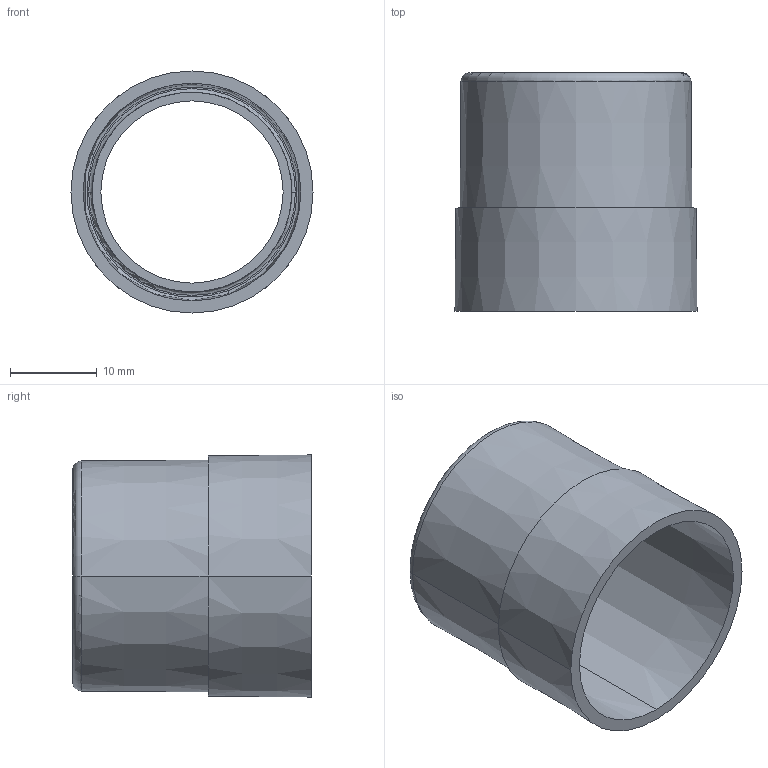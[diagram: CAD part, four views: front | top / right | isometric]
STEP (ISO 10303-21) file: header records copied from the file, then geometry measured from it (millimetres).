
FILE_DESCRIPTION((''),'2;1');
FILE_NAME('2047837','2012-08-14T',('AndreasKeweloh'),(''),'PRO/ENGINEER BY PARAMETRIC TECHNOLOGY CORPORATION, 2012130','PRO/ENGINEER BY PARAMETRIC TECHNOLOGY CORPORATION, 2012130','');
FILE_SCHEMA(('CONFIG_CONTROL_DESIGN'));
Length unit declared in the file: millimetre
Products named in the file (1): 2047837
Bounding box: 27.9 x 27.5 x 27.9 mm (x, y, z)
Volume: 2613.2 mm3; surface area: 5050.1 mm2
Topology: 1 solids, 1 shells, 137 faces, 415 edges, 282 vertices
Faces by surface type: plane 116, torus 11, cone 10
Entity records: 4895 total; most frequent: CARTESIAN_POINT 1218, ORIENTED_EDGE 830, DIRECTION 673, EDGE_CURVE 415, VERTEX_POINT 282, VECTOR 247, LINE 247, AXIS2_PLACEMENT_3D 213
